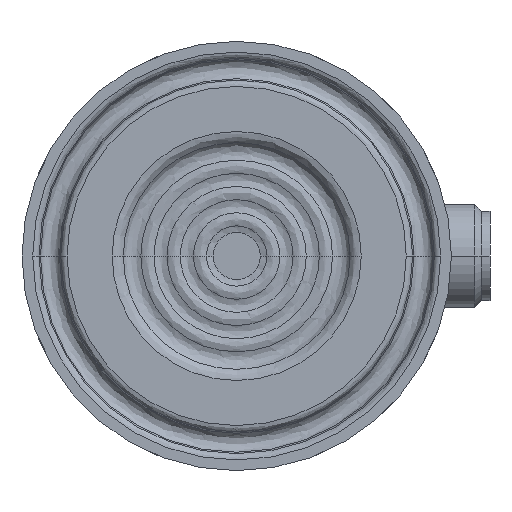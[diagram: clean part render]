
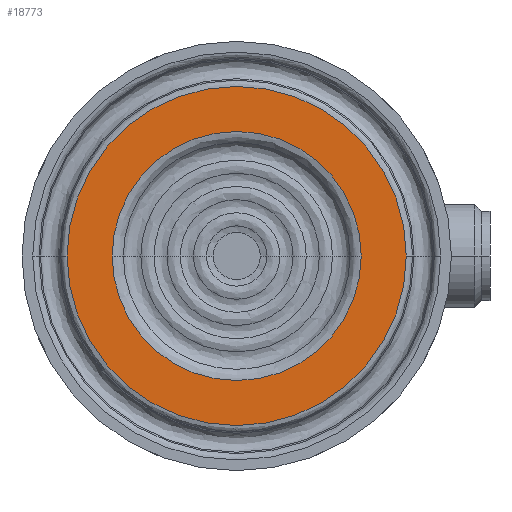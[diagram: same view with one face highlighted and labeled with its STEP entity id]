
A CAD part, front view. The second image highlights one B-rep face of the part: STEP entity #18773.
In plain terms, the highlighted free-form (B-spline) face has degree [1, 1] with [2, 2] control points.
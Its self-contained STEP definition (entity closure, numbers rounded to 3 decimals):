
#4131=CARTESIAN_POINT('',(0.,-43.,0.));
#4132=DIRECTION('',(0.,-1.,0.));
#4133=DIRECTION('',(-1.,0.,0.));
#4134=AXIS2_PLACEMENT_3D('',#4131,#4132,#4133);
#4146=CARTESIAN_POINT('',(0.,-43.,0.));
#4147=DIRECTION('',(0.,1.,0.));
#4148=DIRECTION('',(-1.,0.,0.));
#4149=AXIS2_PLACEMENT_3D('',#4146,#4147,#4148);
#4151=CARTESIAN_POINT('',(0.,-43.,0.));
#4152=DIRECTION('',(0.,1.,0.));
#4153=DIRECTION('',(1.,0.,0.));
#4154=AXIS2_PLACEMENT_3D('',#4151,#4152,#4153);
#4156=CARTESIAN_POINT('',(0.,-43.,0.));
#4157=DIRECTION('',(0.,-1.,0.));
#4158=DIRECTION('',(1.,0.,0.));
#4159=AXIS2_PLACEMENT_3D('',#4156,#4157,#4158);
#11858=CARTESIAN_POINT('',(19.747,-43.,0.));
#11859=CARTESIAN_POINT('',(-19.747,-43.,0.));
#11860=VERTEX_POINT('',#11858);
#11861=VERTEX_POINT('',#11859);
#11914=CARTESIAN_POINT('',(-14.5,-43.,0.));
#11915=CARTESIAN_POINT('',(14.5,-43.,0.));
#11916=VERTEX_POINT('',#11914);
#11917=VERTEX_POINT('',#11915);
#18757=CARTESIAN_POINT('',(20.537,-43.,20.551));
#18758=CARTESIAN_POINT('',(20.537,-43.,-20.551));
#18759=CARTESIAN_POINT('',(-20.537,-43.,20.551));
#18760=CARTESIAN_POINT('',(-20.537,-43.,-20.551));
#18761=B_SPLINE_SURFACE_WITH_KNOTS('',1,1,((#18757,#18758),(#18759,#18760)),
.UNSPECIFIED.,.F.,.F.,.F.,(2,2),(2,2),(-20.537,20.537),(
-20.551,20.551),.UNSPECIFIED.);
#18763=ORIENTED_EDGE('',*,*,#18762,.F.);
#18764=ORIENTED_EDGE('',*,*,#18740,.F.);
#18765=EDGE_LOOP('',(#18763,#18764));
#18766=FACE_OUTER_BOUND('',#18765,.F.);
#18768=ORIENTED_EDGE('',*,*,#18767,.F.);
#18770=ORIENTED_EDGE('',*,*,#18769,.F.);
#18771=EDGE_LOOP('',(#18768,#18770));
#18772=FACE_BOUND('',#18771,.F.);
#18773=ADVANCED_FACE('',(#18766,#18772),#18761,.T.);
#4135=CIRCLE('',#4134,19.747);
#4150=CIRCLE('',#4149,14.5);
#4155=CIRCLE('',#4154,14.5);
#4160=CIRCLE('',#4159,19.747);
#18740=EDGE_CURVE('',#11861,#11860,#4135,.T.);
#18762=EDGE_CURVE('',#11860,#11861,#4160,.T.);
#18767=EDGE_CURVE('',#11916,#11917,#4150,.T.);
#18769=EDGE_CURVE('',#11917,#11916,#4155,.T.);
